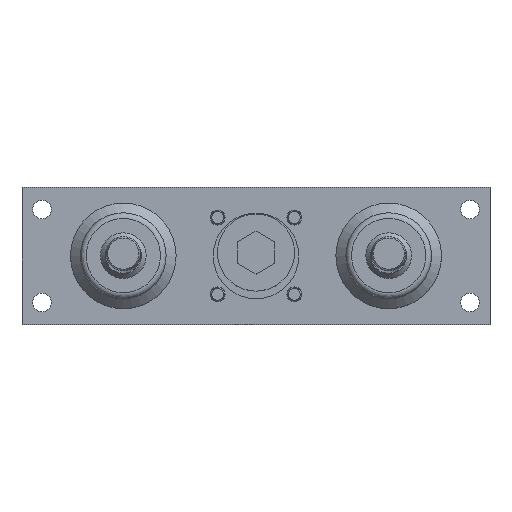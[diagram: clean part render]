
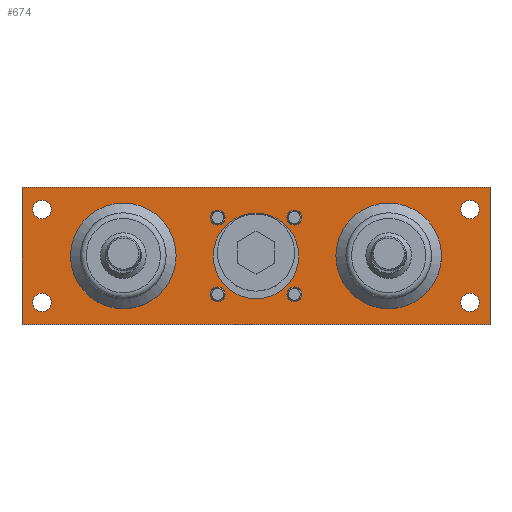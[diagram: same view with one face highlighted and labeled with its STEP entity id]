
A CAD part, top view. The second image highlights one B-rep face of the part: STEP entity #674.
In plain terms, the highlighted planar face has unit normal (0, 0, 1).
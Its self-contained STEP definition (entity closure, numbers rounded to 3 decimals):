
#674 = ADVANCED_FACE( '', ( #1527, #1528, #1529, #1530, #1531, #1532, #1533, #1534, #1535, #1536, #1537, #1538 ), #1539, .F. );
#1527 = FACE_BOUND( '', #2500, .T. );
#1528 = FACE_BOUND( '', #2501, .T. );
#1529 = FACE_BOUND( '', #2502, .T. );
#1530 = FACE_BOUND( '', #2503, .T. );
#1531 = FACE_BOUND( '', #2504, .T. );
#1532 = FACE_BOUND( '', #2505, .T. );
#1533 = FACE_BOUND( '', #2506, .T. );
#1534 = FACE_BOUND( '', #2507, .T. );
#1535 = FACE_BOUND( '', #2508, .T. );
#1536 = FACE_BOUND( '', #2509, .T. );
#1537 = FACE_BOUND( '', #2510, .T. );
#1538 = FACE_OUTER_BOUND( '', #2511, .T. );
#1539 = PLANE( '', #2512 );
#2500 = EDGE_LOOP( '', ( #4139 ) );
#2501 = EDGE_LOOP( '', ( #4140 ) );
#2502 = EDGE_LOOP( '', ( #4141 ) );
#2503 = EDGE_LOOP( '', ( #4142 ) );
#2504 = EDGE_LOOP( '', ( #4143 ) );
#2505 = EDGE_LOOP( '', ( #4144 ) );
#2506 = EDGE_LOOP( '', ( #4145 ) );
#2507 = EDGE_LOOP( '', ( #4146 ) );
#2508 = EDGE_LOOP( '', ( #4147 ) );
#2509 = EDGE_LOOP( '', ( #4148 ) );
#2510 = EDGE_LOOP( '', ( #4149 ) );
#2511 = EDGE_LOOP( '', ( #4150, #4151, #4152, #4153 ) );
#2512 = AXIS2_PLACEMENT_3D( '', #4154, #4155, #4156 );
#4139 = ORIENTED_EDGE( '', *, *, #5185, .T. );
#4140 = ORIENTED_EDGE( '', *, *, #4831, .F. );
#4141 = ORIENTED_EDGE( '', *, *, #4864, .T. );
#4142 = ORIENTED_EDGE( '', *, *, #4899, .T. );
#4143 = ORIENTED_EDGE( '', *, *, #4842, .T. );
#4144 = ORIENTED_EDGE( '', *, *, #5186, .T. );
#4145 = ORIENTED_EDGE( '', *, *, #4947, .T. );
#4146 = ORIENTED_EDGE( '', *, *, #5187, .T. );
#4147 = ORIENTED_EDGE( '', *, *, #5188, .F. );
#4148 = ORIENTED_EDGE( '', *, *, #5108, .F. );
#4149 = ORIENTED_EDGE( '', *, *, #5167, .T. );
#4150 = ORIENTED_EDGE( '', *, *, #5037, .F. );
#4151 = ORIENTED_EDGE( '', *, *, #4787, .F. );
#4152 = ORIENTED_EDGE( '', *, *, #5125, .F. );
#4153 = ORIENTED_EDGE( '', *, *, #4611, .F. );
#4154 = CARTESIAN_POINT( '', ( -82., 24., 10.8 ) );
#4155 = DIRECTION( '', ( 0., 0., -1. ) );
#4156 = DIRECTION( '', ( 0., 1., 0. ) );
#4611 = EDGE_CURVE( '', #5289, #5291, #5292, .T. );
#4787 = EDGE_CURVE( '', #5581, #5583, #5584, .T. );
#4831 = EDGE_CURVE( '', #5649, #5649, #5650, .T. );
#4842 = EDGE_CURVE( '', #5667, #5667, #5668, .T. );
#4864 = EDGE_CURVE( '', #5702, #5702, #5703, .T. );
#4899 = EDGE_CURVE( '', #5755, #5755, #5756, .T. );
#4947 = EDGE_CURVE( '', #5828, #5828, #5829, .T. );
#5037 = EDGE_CURVE( '', #5583, #5289, #5968, .T. );
#5108 = EDGE_CURVE( '', #6064, #6064, #6065, .T. );
#5125 = EDGE_CURVE( '', #5291, #5581, #6087, .T. );
#5167 = EDGE_CURVE( '', #6141, #6141, #6142, .T. );
#5185 = EDGE_CURVE( '', #6163, #6163, #6164, .T. );
#5186 = EDGE_CURVE( '', #6165, #6165, #6166, .T. );
#5187 = EDGE_CURVE( '', #6167, #6167, #6168, .T. );
#5188 = EDGE_CURVE( '', #6169, #6169, #6170, .T. );
#5289 = VERTEX_POINT( '', #6346 );
#5291 = VERTEX_POINT( '', #6349 );
#5292 = LINE( '', #6350, #6351 );
#5581 = VERTEX_POINT( '', #6878 );
#5583 = VERTEX_POINT( '', #6881 );
#5584 = LINE( '', #6882, #6883 );
#5649 = VERTEX_POINT( '', #7028 );
#5650 = CIRCLE( '', #7029, 18.5 );
#5667 = VERTEX_POINT( '', #7050 );
#5668 = CIRCLE( '', #7051, 2.6 );
#5702 = VERTEX_POINT( '', #7098 );
#5703 = CIRCLE( '', #7099, 14.98 );
#5755 = VERTEX_POINT( '', #7188 );
#5756 = CIRCLE( '', #7189, 2.6 );
#5828 = VERTEX_POINT( '', #7282 );
#5829 = CIRCLE( '', #7283, 2.6 );
#5968 = LINE( '', #7481, #7482 );
#6064 = VERTEX_POINT( '', #7638 );
#6065 = CIRCLE( '', #7639, 3.25 );
#6087 = LINE( '', #7696, #7697 );
#6141 = VERTEX_POINT( '', #7767 );
#6142 = CIRCLE( '', #7768, 3.25 );
#6163 = VERTEX_POINT( '', #7793 );
#6164 = CIRCLE( '', #7794, 18.5 );
#6165 = VERTEX_POINT( '', #7795 );
#6166 = CIRCLE( '', #7796, 2.6 );
#6167 = VERTEX_POINT( '', #7797 );
#6168 = CIRCLE( '', #7798, 3.25 );
#6169 = VERTEX_POINT( '', #7799 );
#6170 = CIRCLE( '', #7800, 3.25 );
#6346 = CARTESIAN_POINT( '', ( -82., 24., 10.8 ) );
#6349 = CARTESIAN_POINT( '', ( 82., 24., 10.8 ) );
#6350 = CARTESIAN_POINT( '', ( -82., 24., 10.8 ) );
#6351 = VECTOR( '', #7950, 1000. );
#6878 = CARTESIAN_POINT( '', ( 82., -24., 10.8 ) );
#6881 = CARTESIAN_POINT( '', ( -82., -24., 10.8 ) );
#6882 = CARTESIAN_POINT( '', ( 82., -24., 10.8 ) );
#6883 = VECTOR( '', #8157, 1000. );
#7028 = CARTESIAN_POINT( '', ( -28., 0., 10.8 ) );
#7029 = AXIS2_PLACEMENT_3D( '', #8205, #8206, #8207 );
#7050 = CARTESIAN_POINT( '', ( -16.035, -13.435, 10.8 ) );
#7051 = AXIS2_PLACEMENT_3D( '', #8218, #8219, #8220 );
#7098 = CARTESIAN_POINT( '', ( -14.98, 0., 10.8 ) );
#7099 = AXIS2_PLACEMENT_3D( '', #8240, #8241, #8242 );
#7188 = CARTESIAN_POINT( '', ( 13.435, -16.035, 10.8 ) );
#7189 = AXIS2_PLACEMENT_3D( '', #8289, #8290, #8291 );
#7282 = CARTESIAN_POINT( '', ( 16.035, 13.435, 10.8 ) );
#7283 = AXIS2_PLACEMENT_3D( '', #8346, #8347, #8348 );
#7481 = CARTESIAN_POINT( '', ( -82., -24., 10.8 ) );
#7482 = VECTOR( '', #8453, 1000. );
#7638 = CARTESIAN_POINT( '', ( -78.25, 16.25, 10.8 ) );
#7639 = AXIS2_PLACEMENT_3D( '', #8514, #8515, #8516 );
#7696 = CARTESIAN_POINT( '', ( 82., 24., 10.8 ) );
#7697 = VECTOR( '', #8531, 1000. );
#7767 = CARTESIAN_POINT( '', ( 78.25, 16.25, 10.8 ) );
#7768 = AXIS2_PLACEMENT_3D( '', #8566, #8567, #8568 );
#7793 = CARTESIAN_POINT( '', ( 28., 0., 10.8 ) );
#7794 = AXIS2_PLACEMENT_3D( '', #8579, #8580, #8581 );
#7795 = CARTESIAN_POINT( '', ( -13.435, 16.035, 10.8 ) );
#7796 = AXIS2_PLACEMENT_3D( '', #8582, #8583, #8584 );
#7797 = CARTESIAN_POINT( '', ( -78.25, -16.25, 10.8 ) );
#7798 = AXIS2_PLACEMENT_3D( '', #8585, #8586, #8587 );
#7799 = CARTESIAN_POINT( '', ( 78.25, -16.25, 10.8 ) );
#7800 = AXIS2_PLACEMENT_3D( '', #8588, #8589, #8590 );
#7950 = DIRECTION( '', ( 1., 0., 0. ) );
#8157 = DIRECTION( '', ( -1., 0., 0. ) );
#8205 = CARTESIAN_POINT( '', ( -46.5, 0., 10.8 ) );
#8206 = DIRECTION( '', ( 0., 0., 1. ) );
#8207 = DIRECTION( '', ( 1., 0., 0. ) );
#8218 = CARTESIAN_POINT( '', ( -13.435, -13.435, 10.8 ) );
#8219 = DIRECTION( '', ( 0., 0., -1. ) );
#8220 = DIRECTION( '', ( -1., 0., 0. ) );
#8240 = CARTESIAN_POINT( '', ( 0., 0., 10.8 ) );
#8241 = DIRECTION( '', ( 0., 0., -1. ) );
#8242 = DIRECTION( '', ( -1., 0., 0. ) );
#8289 = CARTESIAN_POINT( '', ( 13.435, -13.435, 10.8 ) );
#8290 = DIRECTION( '', ( 0., 0., -1. ) );
#8291 = DIRECTION( '', ( 0., -1., 0. ) );
#8346 = CARTESIAN_POINT( '', ( 13.435, 13.435, 10.8 ) );
#8347 = DIRECTION( '', ( 0., 0., -1. ) );
#8348 = DIRECTION( '', ( 1., 0., 0. ) );
#8453 = DIRECTION( '', ( 0., 1., 0. ) );
#8514 = CARTESIAN_POINT( '', ( -75., 16.25, 10.8 ) );
#8515 = DIRECTION( '', ( 0., 0., 1. ) );
#8516 = DIRECTION( '', ( -1., 0., 0. ) );
#8531 = DIRECTION( '', ( 0., -1., 0. ) );
#8566 = CARTESIAN_POINT( '', ( 75., 16.25, 10.8 ) );
#8567 = DIRECTION( '', ( 0., 0., -1. ) );
#8568 = DIRECTION( '', ( 1., 0., 0. ) );
#8579 = CARTESIAN_POINT( '', ( 46.5, 0., 10.8 ) );
#8580 = DIRECTION( '', ( 0., 0., -1. ) );
#8581 = DIRECTION( '', ( -1., 0., 0. ) );
#8582 = CARTESIAN_POINT( '', ( -13.435, 13.435, 10.8 ) );
#8583 = DIRECTION( '', ( 0., 0., -1. ) );
#8584 = DIRECTION( '', ( 0., 1., 0. ) );
#8585 = CARTESIAN_POINT( '', ( -75., -16.25, 10.8 ) );
#8586 = DIRECTION( '', ( 0., 0., -1. ) );
#8587 = DIRECTION( '', ( -1., 0., 0. ) );
#8588 = CARTESIAN_POINT( '', ( 75., -16.25, 10.8 ) );
#8589 = DIRECTION( '', ( 0., 0., 1. ) );
#8590 = DIRECTION( '', ( 1., 0., 0. ) );
